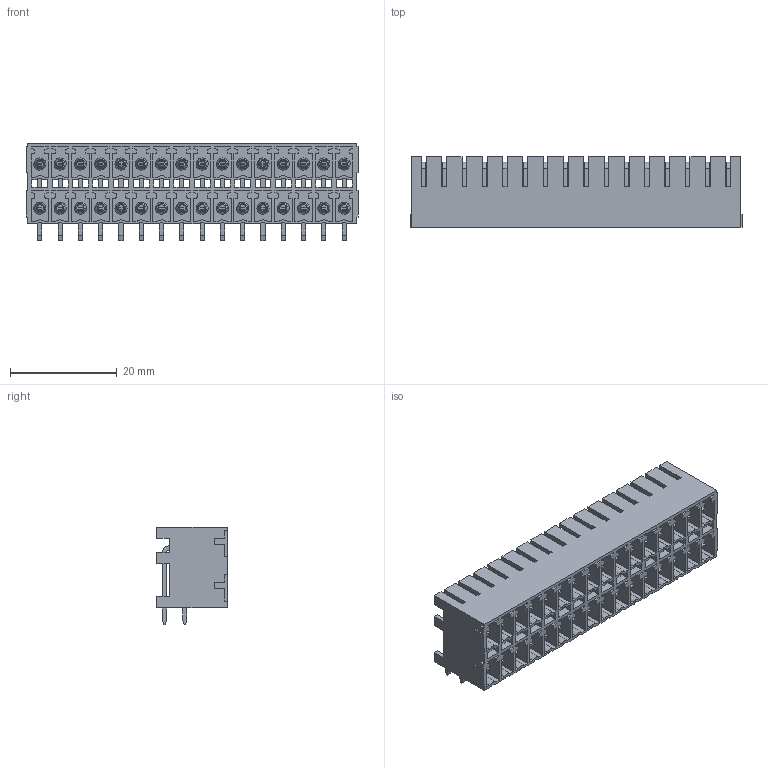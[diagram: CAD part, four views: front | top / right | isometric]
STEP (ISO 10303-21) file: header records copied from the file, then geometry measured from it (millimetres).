
FILE_DESCRIPTION(('CATIA V5 STEP Exchange','CAx-IF Rec.Pracs.--- Model Styling and Organization---1.2---2011-12-15'),'2;1');
FILE_NAME ('D1447472_0_1039100000_1039100000.stp','2018-09-28T17:13:26+00:00',('none'),('Weidmueller'),'CATIA Version 5-6 Release 2014','CATIA V5 STEP AP214','none');
FILE_SCHEMA(('AUTOMOTIVE_DESIGN { 1 0 10303 214 1 1 1 1 }'));
Products named in the file (1): 1039100000
Bounding box: 62.35 x 13.3 x 18.4 mm (x, y, z)
Volume: 4568.4 mm3; surface area: 14125.8 mm2
Topology: 33 solids, 33 shells, 2206 faces, 6148 edges, 4056 vertices
Faces by surface type: plane 1774, cylinder 240, torus 128, cone 64
Entity records: 62042 total; most frequent: ORIENTED_EDGE 12296, CARTESIAN_POINT 11200, DIRECTION 7578, EDGE_CURVE 6148, VECTOR 5284, LINE 5284, VERTEX_POINT 4056, EDGE_LOOP 2350
